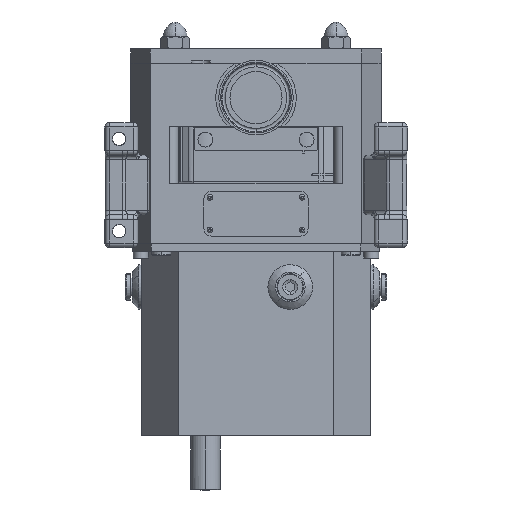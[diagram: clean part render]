
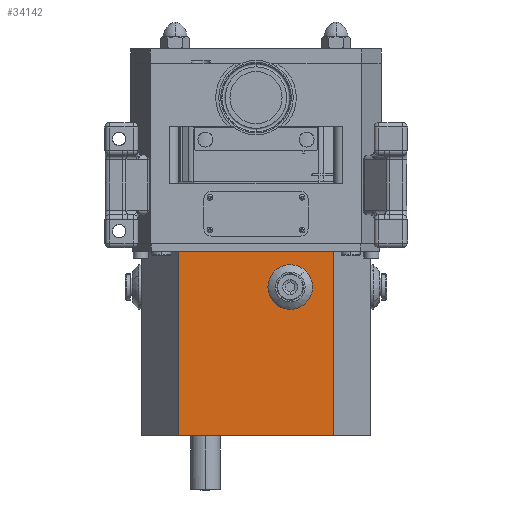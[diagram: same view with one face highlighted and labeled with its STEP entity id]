
A CAD part, front view. The second image highlights one B-rep face of the part: STEP entity #34142.
In plain terms, the highlighted planar face has unit normal (0, -1, 0).
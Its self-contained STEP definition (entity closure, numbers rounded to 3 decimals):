
#677 = ORIENTED_EDGE ( 'NONE', *, *, #24504, .F. ) ;
#869 = EDGE_CURVE ( 'NONE', #29584, #28578, #31422, .T. ) ;
#2025 = DIRECTION ( 'NONE',  ( 0., 0., 1. ) ) ;
#2192 = DIRECTION ( 'NONE',  ( 0., -1., 0. ) ) ;
#3018 = DIRECTION ( 'NONE',  ( 1., 0., 0. ) ) ;
#3423 = AXIS2_PLACEMENT_3D ( 'NONE', #29177, #6703, #30320 ) ;
#4911 = AXIS2_PLACEMENT_3D ( 'NONE', #10299, #2192, #2025 ) ;
#4943 = FACE_BOUND ( 'NONE', #6564, .T. ) ;
#5094 = DIRECTION ( 'NONE',  ( 0., -1., 0. ) ) ;
#5617 = EDGE_CURVE ( 'NONE', #11608, #32005, #32096, .T. ) ;
#6564 = EDGE_LOOP ( 'NONE', ( #20056, #677 ) ) ;
#6703 = DIRECTION ( 'NONE',  ( 0., -1., 0. ) ) ;
#6748 = EDGE_LOOP ( 'NONE', ( #30885, #19148, #24697, #13811 ) ) ;
#7386 = CARTESIAN_POINT ( 'NONE',  ( -52.059, -51.504, -227.204 ) ) ;
#7657 = VERTEX_POINT ( 'NONE', #27049 ) ;
#8463 = VERTEX_POINT ( 'NONE', #7386 ) ;
#9341 = DIRECTION ( 'NONE',  ( 0., 0., -1. ) ) ;
#10299 = CARTESIAN_POINT ( 'NONE',  ( -52.059, -51.504, -102.204 ) ) ;
#10984 = VECTOR ( 'NONE', #9341, 1000. ) ;
#11170 = VECTOR ( 'NONE', #18305, 1000. ) ;
#11608 = VERTEX_POINT ( 'NONE', #22024 ) ;
#11760 = LINE ( 'NONE', #19513, #10984 ) ;
#13811 = ORIENTED_EDGE ( 'NONE', *, *, #18220, .F. ) ;
#14458 = CIRCLE ( 'NONE', #3423, 15. ) ;
#18102 = LINE ( 'NONE', #33312, #27235 ) ;
#18124 = VECTOR ( 'NONE', #28960, 1000. ) ;
#18220 = EDGE_CURVE ( 'NONE', #7657, #8463, #34148, .T. ) ;
#18305 = DIRECTION ( 'NONE',  ( -1., 0., 0. ) ) ;
#19121 = CARTESIAN_POINT ( 'NONE',  ( 34.204, -51.504, -137.177 ) ) ;
#19148 = ORIENTED_EDGE ( 'NONE', *, *, #869, .T. ) ;
#19513 = CARTESIAN_POINT ( 'NONE',  ( 52.059, -51.504, -102.204 ) ) ;
#20056 = ORIENTED_EDGE ( 'NONE', *, *, #5617, .F. ) ;
#20457 = FACE_OUTER_BOUND ( 'NONE', #6748, .T. ) ;
#22024 = CARTESIAN_POINT ( 'NONE',  ( 11.797, -51.504, -117.23 ) ) ;
#22919 = EDGE_CURVE ( 'NONE', #28578, #8463, #18102, .T. ) ;
#23320 = CARTESIAN_POINT ( 'NONE',  ( 52.059, -51.504, -103.204 ) ) ;
#23917 = CARTESIAN_POINT ( 'NONE',  ( 52.059, -51.504, -103.204 ) ) ;
#24504 = EDGE_CURVE ( 'NONE', #32005, #11608, #14458, .T. ) ;
#24697 = ORIENTED_EDGE ( 'NONE', *, *, #22919, .T. ) ;
#25197 = DIRECTION ( 'NONE',  ( 0., 0., -1. ) ) ;
#27049 = CARTESIAN_POINT ( 'NONE',  ( 52.059, -51.504, -227.204 ) ) ;
#27235 = VECTOR ( 'NONE', #25197, 1000. ) ;
#28396 = PLANE ( 'NONE',  #4911 ) ;
#28578 = VERTEX_POINT ( 'NONE', #30140 ) ;
#28960 = DIRECTION ( 'NONE',  ( -1., 0., 0. ) ) ;
#29177 = CARTESIAN_POINT ( 'NONE',  ( 23., -51.504, -127.204 ) ) ;
#29584 = VERTEX_POINT ( 'NONE', #23917 ) ;
#30140 = CARTESIAN_POINT ( 'NONE',  ( -52.059, -51.504, -103.204 ) ) ;
#30320 = DIRECTION ( 'NONE',  ( 1., 0., 0. ) ) ;
#30885 = ORIENTED_EDGE ( 'NONE', *, *, #32990, .F. ) ;
#30996 = AXIS2_PLACEMENT_3D ( 'NONE', #31818, #5094, #3018 ) ;
#31050 = CARTESIAN_POINT ( 'NONE',  ( -52.059, -51.504, -227.204 ) ) ;
#31422 = LINE ( 'NONE', #23320, #11170 ) ;
#31818 = CARTESIAN_POINT ( 'NONE',  ( 23., -51.504, -127.204 ) ) ;
#32005 = VERTEX_POINT ( 'NONE', #19121 ) ;
#32096 = CIRCLE ( 'NONE', #30996, 15. ) ;
#32990 = EDGE_CURVE ( 'NONE', #29584, #7657, #11760, .T. ) ;
#33312 = CARTESIAN_POINT ( 'NONE',  ( -52.059, -51.504, -102.204 ) ) ;
#34142 = ADVANCED_FACE ( 'NONE', ( #4943, #20457 ), #28396, .T. ) ;
#34148 = LINE ( 'NONE', #31050, #18124 ) ;
